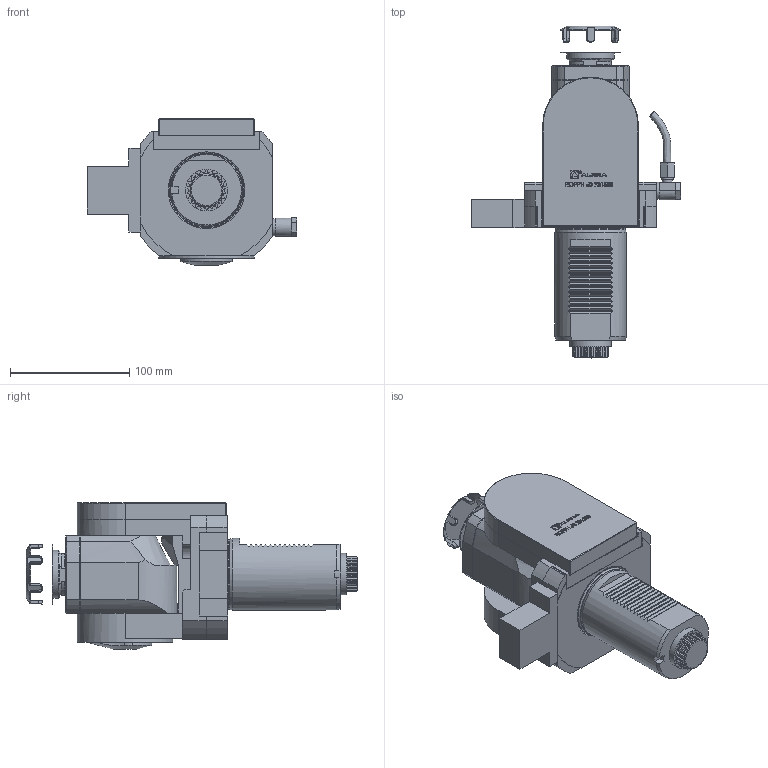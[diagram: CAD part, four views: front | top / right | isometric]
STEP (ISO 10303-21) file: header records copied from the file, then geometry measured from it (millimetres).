
FILE_DESCRIPTION (( 'STEP AP214' ), '1' );
FILE_NAME ('ROPPH60231SS3.STEP', '2025-09-05T13:08:05', ( '' ), ( '' ), 'SwSTEP 2.0', 'SolidWorks 2023', '' );
FILE_SCHEMA (( 'AUTOMOTIVE_DESIGN' ));
Length unit declared in the file: millimetre
Products named in the file (1): ROPPH60231SS3
Bounding box: 175.7 x 277.91 x 123 mm (x, y, z)
Volume: 1236626.8 mm3; surface area: 124064.8 mm2
Topology: 1 solids, 2 shells, 927 faces, 2554 edges, 1669 vertices
Faces by surface type: plane 589, cylinder 166, bspline 114, cone 43, torus 15
Full cylindrical faces by diameter (mm): 1.7 x1, 2.1 x1, 6.366 x1, 8.2 x1, 9.8 x1, 14.5 x1, 34.8 x1, 40 x1, 50 x2, 58.7 x1, 60 x1, 80 x1
Entity records: 39397 total; most frequent: CARTESIAN_POINT 13672, ORIENTED_EDGE 5040, DIRECTION 4108, EDGE_CURVE 2520, VERTEX_POINT 1657, VECTOR 1520, LINE 1520, AXIS2_PLACEMENT_3D 1294
